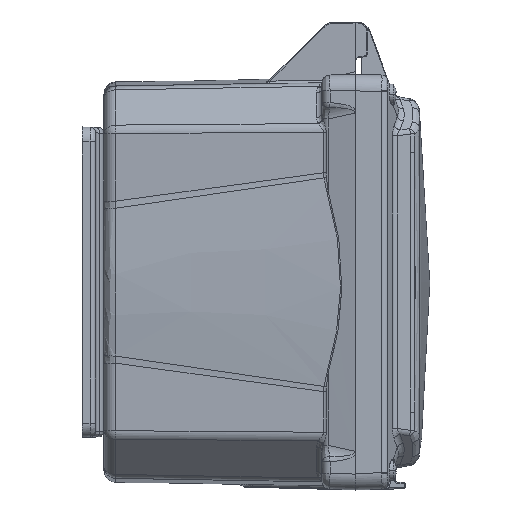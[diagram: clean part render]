
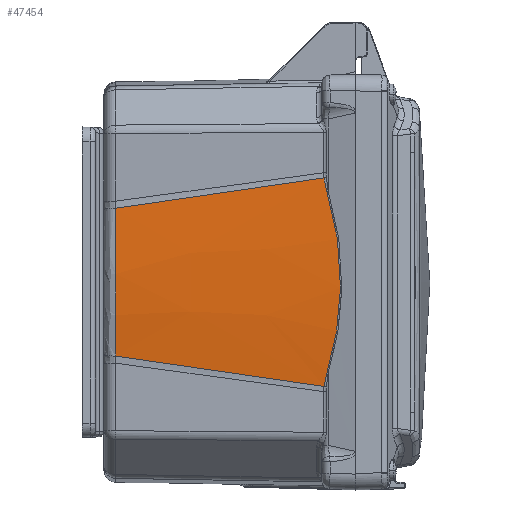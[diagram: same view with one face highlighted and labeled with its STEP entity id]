
A CAD part, front view. The second image highlights one B-rep face of the part: STEP entity #47454.
In plain terms, the highlighted free-form (B-spline) face has degree [3, 3] with [8, 4] control points.
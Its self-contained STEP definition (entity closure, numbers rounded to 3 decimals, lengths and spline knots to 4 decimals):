
#13882=CARTESIAN_POINT('',(-3.7761,-3.0852,
1.1617));
#13896=CARTESIAN_POINT('',(-0.4991,-3.1397,
1.6387));
#13897=CARTESIAN_POINT('',(-0.8781,-3.1332,
1.5839));
#13898=CARTESIAN_POINT('',(-1.6261,-3.1206,
1.4755));
#13899=CARTESIAN_POINT('',(-2.7193,-3.1024,
1.3165));
#13900=CARTESIAN_POINT('',(-3.4272,-3.0909,
1.2129));
#13901=CARTESIAN_POINT('',(-3.7761,-3.0852,
1.1617));
#13907=CARTESIAN_POINT('',(-0.4991,-3.1397,
1.6387));
#14181=CARTESIAN_POINT('',(-0.451,-3.1579,
1.4144));
#14182=CARTESIAN_POINT('',(-0.3953,-3.1718,
1.236));
#14183=CARTESIAN_POINT('',(-0.3051,-3.1943,
0.8686));
#14184=CARTESIAN_POINT('',(-0.2357,-3.2116,
0.2919));
#14185=CARTESIAN_POINT('',(-0.2357,-3.2116,
-0.2919));
#14186=CARTESIAN_POINT('',(-0.3051,-3.1943,
-0.8686));
#14187=CARTESIAN_POINT('',(-0.3953,-3.1717,
-1.236));
#14188=CARTESIAN_POINT('',(-0.451,-3.1578,
-1.4144));
#14204=CARTESIAN_POINT('',(-0.4991,-3.1397,
1.6387));
#14205=CARTESIAN_POINT('',(-0.4965,-3.141,
1.6229));
#14206=CARTESIAN_POINT('',(-0.4908,-3.1438,
1.5897));
#14207=CARTESIAN_POINT('',(-0.4808,-3.1483,
1.5358));
#14208=CARTESIAN_POINT('',(-0.4682,-3.153,
1.4774));
#14209=CARTESIAN_POINT('',(-0.4572,-3.1563,
1.4358));
#14210=CARTESIAN_POINT('',(-0.451,-3.1579,
1.4144));
#14225=CARTESIAN_POINT('',(-0.451,-3.1578,
-1.4144));
#14226=CARTESIAN_POINT('',(-0.4565,-3.1559,
-1.4425));
#14227=CARTESIAN_POINT('',(-0.4724,-3.1518,
-1.4958));
#14228=CARTESIAN_POINT('',(-0.4883,-3.1451,
-1.5722));
#14229=CARTESIAN_POINT('',(-0.4955,-3.1415,
-1.6173));
#14230=CARTESIAN_POINT('',(-0.4991,-3.1396,
-1.6387));
#14978=CARTESIAN_POINT('',(-3.7761,-3.0852,
-1.1617));
#14979=CARTESIAN_POINT('',(-3.4272,-3.0909,
-1.2129));
#14980=CARTESIAN_POINT('',(-2.7193,-3.1024,
-1.3165));
#14981=CARTESIAN_POINT('',(-1.6262,-3.1206,
-1.4755));
#14982=CARTESIAN_POINT('',(-0.8781,-3.1332,
-1.5839));
#14983=CARTESIAN_POINT('',(-0.4991,-3.1396,
-1.6387));
#15004=CARTESIAN_POINT('',(-3.7761,-3.0852,
1.1617));
#15005=CARTESIAN_POINT('',(-3.7749,-3.1136,
0.9048));
#15006=CARTESIAN_POINT('',(-3.7732,-3.1515,
0.3886));
#15007=CARTESIAN_POINT('',(-3.7732,-3.1515,
-0.3886));
#15008=CARTESIAN_POINT('',(-3.7749,-3.1136,
-0.9048));
#15009=CARTESIAN_POINT('',(-3.7761,-3.0852,
-1.1617));
#17945=VERTEX_POINT('',#13882);
#17947=VERTEX_POINT('',#15009);
#18735=VERTEX_POINT('',#13907);
#18737=VERTEX_POINT('',#14210);
#18739=VERTEX_POINT('',#14188);
#18741=VERTEX_POINT('',#14230);
#47409=CARTESIAN_POINT('',(-0.1653,-3.14,
1.7519));
#47410=CARTESIAN_POINT('',(-1.3925,-3.1186,
1.5758));
#47411=CARTESIAN_POINT('',(-2.6197,-3.0972,
1.3997));
#47412=CARTESIAN_POINT('',(-3.8469,-3.0758,
1.2236));
#47413=CARTESIAN_POINT('',(-0.1653,-3.1407,
1.7435));
#47414=CARTESIAN_POINT('',(-1.3925,-3.1193,
1.5683));
#47415=CARTESIAN_POINT('',(-2.6197,-3.0979,
1.393));
#47416=CARTESIAN_POINT('',(-3.8469,-3.0765,
1.2178));
#47417=CARTESIAN_POINT('',(-0.1653,-3.1728,
1.3522));
#47418=CARTESIAN_POINT('',(-1.3925,-3.1513,
1.2165));
#47419=CARTESIAN_POINT('',(-2.6197,-3.1299,
1.0808));
#47420=CARTESIAN_POINT('',(-3.8469,-3.1085,
0.9451));
#47421=CARTESIAN_POINT('',(-0.1653,-3.2147,
0.5764));
#47422=CARTESIAN_POINT('',(-1.3925,-3.1933,
0.5187));
#47423=CARTESIAN_POINT('',(-2.6197,-3.1719,
0.4609));
#47424=CARTESIAN_POINT('',(-3.8469,-3.1505,
0.4032));
#47425=CARTESIAN_POINT('',(-0.1653,-3.2147,
-0.5764));
#47426=CARTESIAN_POINT('',(-1.3925,-3.1933,
-0.5187));
#47427=CARTESIAN_POINT('',(-2.6197,-3.1719,
-0.4609));
#47428=CARTESIAN_POINT('',(-3.8469,-3.1505,
-0.4032));
#47429=CARTESIAN_POINT('',(-0.1653,-3.1728,
-1.3522));
#47430=CARTESIAN_POINT('',(-1.3925,-3.1513,
-1.2165));
#47431=CARTESIAN_POINT('',(-2.6197,-3.1299,
-1.0808));
#47432=CARTESIAN_POINT('',(-3.8469,-3.1085,
-0.9451));
#47433=CARTESIAN_POINT('',(-0.1653,-3.1407,
-1.7435));
#47434=CARTESIAN_POINT('',(-1.3925,-3.1193,
-1.5683));
#47435=CARTESIAN_POINT('',(-2.6197,-3.0979,
-1.393));
#47436=CARTESIAN_POINT('',(-3.8469,-3.0765,
-1.2178));
#47437=CARTESIAN_POINT('',(-0.1653,-3.14,
-1.7519));
#47438=CARTESIAN_POINT('',(-1.3925,-3.1186,
-1.5758));
#47439=CARTESIAN_POINT('',(-2.6197,-3.0972,
-1.3997));
#47440=CARTESIAN_POINT('',(-3.8469,-3.0758,
-1.2236));
#47441=B_SPLINE_SURFACE_WITH_KNOTS('',3,3,((#47409,#47410,#47411,#47412),
(#47413,#47414,#47415,#47416),(#47417,#47418,#47419,#47420),(#47421,#47422,
#47423,#47424),(#47425,#47426,#47427,#47428),(#47429,#47430,#47431,#47432),(
#47433,#47434,#47435,#47436),(#47437,#47438,#47439,#47440)),.UNSPECIFIED.,.F.,
.F.,.F.,(4,1,1,1,1,4),(4,4),(-0.0073,0.,0.3333,
0.6667,1.,1.0073),(0.0417,0.9714),
.UNSPECIFIED.);
#47443=ORIENTED_EDGE('',*,*,#47442,.T.);
#47444=ORIENTED_EDGE('',*,*,#47399,.T.);
#47446=ORIENTED_EDGE('',*,*,#47445,.T.);
#47448=ORIENTED_EDGE('',*,*,#47447,.F.);
#47450=ORIENTED_EDGE('',*,*,#47449,.F.);
#47451=ORIENTED_EDGE('',*,*,#46870,.F.);
#47452=EDGE_LOOP('',(#47443,#47444,#47446,#47448,#47450,#47451));
#47453=FACE_OUTER_BOUND('',#47452,.F.);
#47454=ADVANCED_FACE('',(#47453),#47441,.F.);
#13902=B_SPLINE_CURVE_WITH_KNOTS('',3,(#13896,#13897,#13898,#13899,#13900,
#13901),.UNSPECIFIED.,.F.,.F.,(4,1,1,4),(0.,0.3333,
0.6667,1.),.UNSPECIFIED.);
#14189=B_SPLINE_CURVE_WITH_KNOTS('',3,(#14181,#14182,#14183,#14184,#14185,
#14186,#14187,#14188),.UNSPECIFIED.,.F.,.F.,(4,1,1,1,1,4),(0.,0.2,0.4,
0.6,0.8,1.),.UNSPECIFIED.);
#14211=B_SPLINE_CURVE_WITH_KNOTS('',3,(#14204,#14205,#14206,#14207,#14208,
#14209,#14210),.UNSPECIFIED.,.F.,.F.,(4,1,1,1,4),(0.,0.25,0.5,0.75,
1.),.UNSPECIFIED.);
#14231=B_SPLINE_CURVE_WITH_KNOTS('',3,(#14225,#14226,#14227,#14228,#14229,
#14230),.UNSPECIFIED.,.F.,.F.,(4,1,1,4),(0.,0.3333,
0.6667,1.),.UNSPECIFIED.);
#14984=B_SPLINE_CURVE_WITH_KNOTS('',3,(#14978,#14979,#14980,#14981,#14982,
#14983),.UNSPECIFIED.,.F.,.F.,(4,1,1,4),(0.,0.3333,
0.6667,1.),.UNSPECIFIED.);
#15010=B_SPLINE_CURVE_WITH_KNOTS('',3,(#15004,#15005,#15006,#15007,#15008,
#15009),.UNSPECIFIED.,.F.,.F.,(4,1,1,4),(0.,0.3333,
0.6667,1.),.UNSPECIFIED.);
#46870=EDGE_CURVE('',#18735,#17945,#13902,.T.);
#47399=EDGE_CURVE('',#18737,#18739,#14189,.T.);
#47442=EDGE_CURVE('',#18735,#18737,#14211,.T.);
#47445=EDGE_CURVE('',#18739,#18741,#14231,.T.);
#47447=EDGE_CURVE('',#17947,#18741,#14984,.T.);
#47449=EDGE_CURVE('',#17945,#17947,#15010,.T.);
